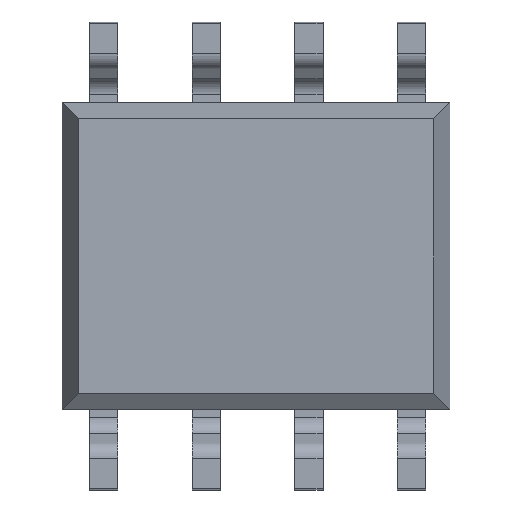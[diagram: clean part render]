
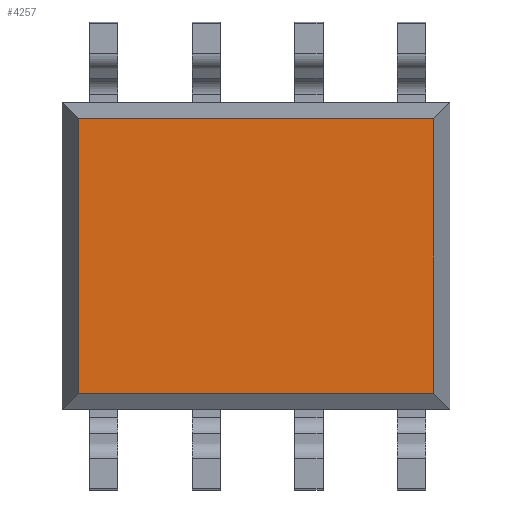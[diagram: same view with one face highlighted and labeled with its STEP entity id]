
A CAD part, front view. The second image highlights one B-rep face of the part: STEP entity #4257.
In plain terms, the highlighted planar face has unit normal (0, -1, 0).
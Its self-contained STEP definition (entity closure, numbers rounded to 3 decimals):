
#547=FACE_OUTER_BOUND('',#788,.T.);
#788=EDGE_LOOP('',(#3470,#3471,#3472,#3473));
#1074=LINE('',#7624,#1464);
#1081=LINE('',#7639,#1471);
#1088=LINE('',#7652,#1478);
#1092=LINE('',#7658,#1482);
#1464=VECTOR('',#4874,10.);
#1471=VECTOR('',#4889,10.);
#1478=VECTOR('',#4900,10.);
#1482=VECTOR('',#4908,10.);
#1908=VERTEX_POINT('',#7620);
#1910=VERTEX_POINT('',#7623);
#1914=VERTEX_POINT('',#7638);
#1918=VERTEX_POINT('',#7649);
#2451=EDGE_CURVE('',#1910,#1908,#1074,.T.);
#2458=EDGE_CURVE('',#1914,#1910,#1081,.T.);
#2465=EDGE_CURVE('',#1918,#1914,#1088,.T.);
#2469=EDGE_CURVE('',#1908,#1918,#1092,.T.);
#3470=ORIENTED_EDGE('',*,*,#2451,.T.);
#3471=ORIENTED_EDGE('',*,*,#2469,.T.);
#3472=ORIENTED_EDGE('',*,*,#2465,.T.);
#3473=ORIENTED_EDGE('',*,*,#2458,.T.);
#4064=PLANE('',#4424);
#4257=ADVANCED_FACE('',(#547),#4064,.F.);
#4424=AXIS2_PLACEMENT_3D('',#7657,#4906,#4907);
#4874=DIRECTION('',(0.,0.,1.));
#4889=DIRECTION('',(1.,0.,0.));
#4900=DIRECTION('',(0.,0.,-1.));
#4906=DIRECTION('center_axis',(0.,1.,0.));
#4907=DIRECTION('ref_axis',(1.,0.,0.));
#4908=DIRECTION('',(-1.,0.,0.));
#7620=CARTESIAN_POINT('',(2.2,0.,1.7));
#7623=CARTESIAN_POINT('',(2.2,0.,-1.7));
#7624=CARTESIAN_POINT('',(2.2,0.,-0.95));
#7638=CARTESIAN_POINT('',(-2.2,0.,-1.7));
#7639=CARTESIAN_POINT('',(1.2,0.,-1.7));
#7649=CARTESIAN_POINT('',(-2.2,0.,1.7));
#7652=CARTESIAN_POINT('',(-2.2,0.,-0.95));
#7657=CARTESIAN_POINT('Origin',(0.,0.,0.));
#7658=CARTESIAN_POINT('',(1.2,0.,1.7));
